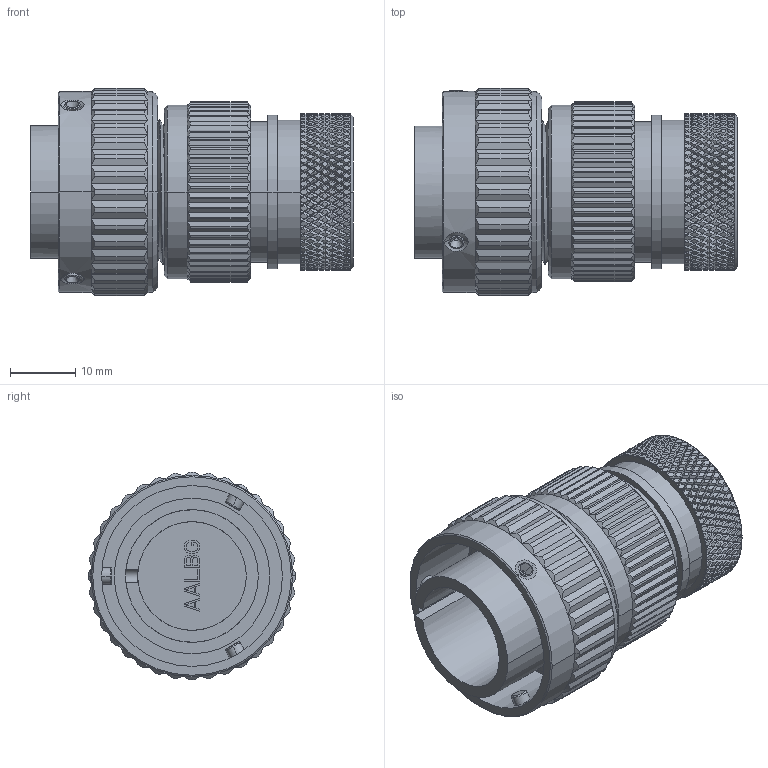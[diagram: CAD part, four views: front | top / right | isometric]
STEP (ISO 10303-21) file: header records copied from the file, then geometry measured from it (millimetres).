
FILE_DESCRIPTION((''),'2;1');
FILE_NAME('VG95234G-16S_SW0001','2023-03-28T15:27:15',('paultorloting'),('NET AG system integration'),'CREO PARAMETRIC BY PTC INC, 2021404','CREO PARAMETRIC BY PTC INC, 2021404','');
FILE_SCHEMA(('AUTOMOTIVE_DESIGN { 1 0 10303 214 1 1 1 1 }'));
Products named in the file (1): VG95234G-16S_SW0001
Bounding box: 49.29 x 31.72 x 31.72 mm (x, y, z)
Volume: 20264.9 mm3; surface area: 10232.5 mm2
Topology: 1 solids, 1 shells, 3360 faces, 7689 edges, 4362 vertices
Faces by surface type: plane 2607, cylinder 680, cone 56, bspline 11, torus 6
Entity records: 117255 total; most frequent: CARTESIAN_POINT 26502, ORIENTED_EDGE 15366, DIRECTION 12143, EDGE_CURVE 7683, VERTEX_POINT 4362, VECTOR 4296, LINE 4296, AXIS2_PLACEMENT_3D 3922
